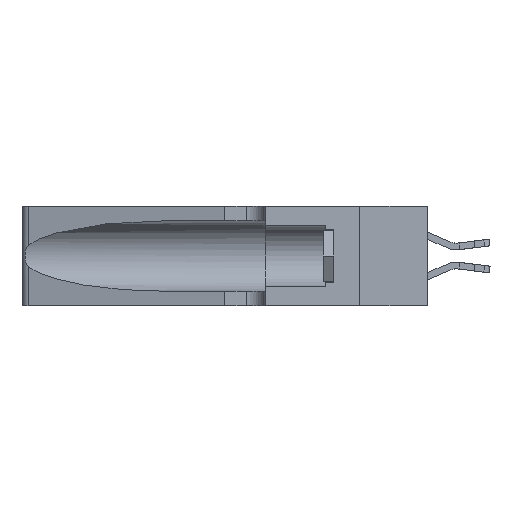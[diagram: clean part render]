
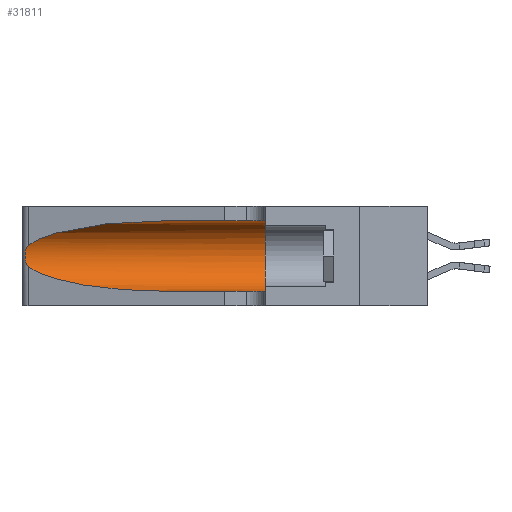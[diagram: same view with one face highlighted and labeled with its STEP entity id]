
A CAD part, left-side view. The second image highlights one B-rep face of the part: STEP entity #31811.
In plain terms, the highlighted cylindrical face has radius 3.308 mm (diameter 6.617 mm), a partial arc.
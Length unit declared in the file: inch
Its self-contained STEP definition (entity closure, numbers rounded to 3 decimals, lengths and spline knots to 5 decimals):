
#80 = CARTESIAN_POINT ( 'NONE',  ( 0.18966, 0.96281, 0.31525 ) ) ;
#590 = VERTEX_POINT ( 'NONE', #28446 ) ;
#1876 = CARTESIAN_POINT ( 'NONE',  ( 0.26075, 1.23896, 0.19203 ) ) ;
#2488 = ORIENTED_EDGE ( 'NONE', *, *, #4768, .T. ) ;
#2671 = ORIENTED_EDGE ( 'NONE', *, *, #29876, .T. ) ;
#2939 = EDGE_CURVE ( 'NONE', #21018, #15204, #4248, .T. ) ;
#3037 = VECTOR ( 'NONE', #19786, 39.37008 ) ;
#3085 = CARTESIAN_POINT ( 'NONE',  ( 0.1305, 0.35, 0.05475 ) ) ;
#3881 = CARTESIAN_POINT ( 'NONE',  ( 0.1305, 0.35, 0.185 ) ) ;
#4079 = CARTESIAN_POINT ( 'NONE',  ( 0.1305, 0.72297, 0.31525 ) ) ;
#4248 = LINE ( 'NONE', #17187, #3037 ) ;
#4730 = FACE_OUTER_BOUND ( 'NONE', #31788, .T. ) ;
#4768 = EDGE_CURVE ( 'NONE', #19226, #590, #16816, .T. ) ;
#4791 = ORIENTED_EDGE ( 'NONE', *, *, #28447, .T. ) ;
#4993 = ORIENTED_EDGE ( 'NONE', *, *, #27286, .T. ) ;
#6825 = CARTESIAN_POINT ( 'NONE',  ( 0.25487, 1.22718, 0.14631 ) ) ;
#6853 = DIRECTION ( 'NONE',  ( 0., 0., 1. ) ) ;
#7360 = CARTESIAN_POINT ( 'NONE',  ( 0.26018, 1.23835, 0.19895 ) ) ;
#8127 = AXIS2_PLACEMENT_3D ( 'NONE', #20387, #25809, #23230 ) ;
#9370 = CARTESIAN_POINT ( 'NONE',  ( 0.25555, 1.22993, 0.14849 ) ) ;
#9419 = CARTESIAN_POINT ( 'NONE',  ( 0.2373, 1.15595, 0.08982 ) ) ;
#9827 = CARTESIAN_POINT ( 'NONE',  ( 0.25789, 1.23486, 0.15765 ) ) ;
#10600 = CARTESIAN_POINT ( 'NONE',  ( 0.25487, 1.22718, 0.22369 ) ) ;
#10651 = CARTESIAN_POINT ( 'NONE',  ( 0.25487, 1.22718, 0.22369 ) ) ;
#11235 = VERTEX_POINT ( 'NONE', #12754 ) ;
#11966 = CARTESIAN_POINT ( 'NONE',  ( 0.25854, 1.2359, 0.20912 ) ) ;
#12198 = CARTESIAN_POINT ( 'NONE',  ( 0.26075, 1.23896, 0.178 ) ) ;
#12754 = CARTESIAN_POINT ( 'NONE',  ( 0.1305, 0.72297, 0.05475 ) ) ;
#12847 = CYLINDRICAL_SURFACE ( 'NONE', #8127, 0.13025 ) ;
#13212 = CARTESIAN_POINT ( 'NONE',  ( 0.1305, 0.72297, 0.31525 ) ) ;
#15015 = CARTESIAN_POINT ( 'NONE',  ( 0.25856, 1.23593, 0.16098 ) ) ;
#15158 = CARTESIAN_POINT ( 'NONE',  ( 0.1305, 1.61858, 0.05475 ) ) ;
#15204 = VERTEX_POINT ( 'NONE', #25497 ) ;
#15228 = AXIS2_PLACEMENT_3D ( 'NONE', #3881, #27427, #6853 ) ;
#16003 = CARTESIAN_POINT ( 'NONE',  ( 0.2373, 1.15595, 0.28018 ) ) ;
#16602 = CIRCLE ( 'NONE', #15228, 0.13025 ) ;
#16816 = B_SPLINE_CURVE_WITH_KNOTS ( 'NONE', 3,
 ( #32908, #20235, #22512, #17421, #11966, #7360, #1876, #12198, #27465, #15015, #9827, #30083, #9370, #30304 ),
 .UNSPECIFIED., .F., .F.,
 ( 4, 2, 2, 2, 2, 2, 4 ),
 ( 0., 0.00027, 0.00053, 0.00107, 0.0016, 0.00187, 0.00214 ),
 .UNSPECIFIED. ) ;
#16863 = CARTESIAN_POINT ( 'NONE',  ( 0.18966, 0.96281, 0.05475 ) ) ;
#17187 = CARTESIAN_POINT ( 'NONE',  ( 0.1305, 1.61858, 0.31525 ) ) ;
#17421 = CARTESIAN_POINT ( 'NONE',  ( 0.25787, 1.23484, 0.2124 ) ) ;
#17496 =( BOUNDED_CURVE ( )  B_SPLINE_CURVE ( 3, ( #6825, #9419, #16863, #22449 ),
 .UNSPECIFIED., .F., .F. ) 
 B_SPLINE_CURVE_WITH_KNOTS ( ( 4, 4 ),
 ( 3.44316, 4.71239 ),
 .UNSPECIFIED. ) 
 CURVE ( )  GEOMETRIC_REPRESENTATION_ITEM ( )  RATIONAL_B_SPLINE_CURVE ( ( 1., 0.87, 0.87, 1. ) ) 
 REPRESENTATION_ITEM ( '' )  );
#17789 = DIRECTION ( 'NONE',  ( 0., -1., 0. ) ) ;
#19226 = VERTEX_POINT ( 'NONE', #10651 ) ;
#19786 = DIRECTION ( 'NONE',  ( 0., -1., 0. ) ) ;
#19822 = VECTOR ( 'NONE', #17789, 39.37008 ) ;
#20235 = CARTESIAN_POINT ( 'NONE',  ( 0.25555, 1.22994, 0.2215 ) ) ;
#20387 = CARTESIAN_POINT ( 'NONE',  ( 0.1305, 1.61858, 0.185 ) ) ;
#20516 = EDGE_CURVE ( 'NONE', #15204, #25386, #16602, .T. ) ;
#21018 = VERTEX_POINT ( 'NONE', #4079 ) ;
#22449 = CARTESIAN_POINT ( 'NONE',  ( 0.1305, 0.72297, 0.05475 ) ) ;
#22512 = CARTESIAN_POINT ( 'NONE',  ( 0.25639, 1.23184, 0.21858 ) ) ;
#23230 = DIRECTION ( 'NONE',  ( 0., 0., -1. ) ) ;
#25386 = VERTEX_POINT ( 'NONE', #3085 ) ;
#25497 = CARTESIAN_POINT ( 'NONE',  ( 0.1305, 0.35, 0.31525 ) ) ;
#25809 = DIRECTION ( 'NONE',  ( 0., -1., 0. ) ) ;
#26678 = LINE ( 'NONE', #15158, #19822 ) ;
#27286 = EDGE_CURVE ( 'NONE', #21018, #19226, #32401, .T. ) ;
#27427 = DIRECTION ( 'NONE',  ( 0., 1., 0. ) ) ;
#27465 = CARTESIAN_POINT ( 'NONE',  ( 0.26017, 1.23833, 0.17102 ) ) ;
#27628 = ORIENTED_EDGE ( 'NONE', *, *, #20516, .F. ) ;
#28446 = CARTESIAN_POINT ( 'NONE',  ( 0.25487, 1.22718, 0.14631 ) ) ;
#28447 = EDGE_CURVE ( 'NONE', #590, #11235, #17496, .T. ) ;
#29876 = EDGE_CURVE ( 'NONE', #11235, #25386, #26678, .T. ) ;
#30083 = CARTESIAN_POINT ( 'NONE',  ( 0.25639, 1.23186, 0.15144 ) ) ;
#30304 = CARTESIAN_POINT ( 'NONE',  ( 0.25487, 1.22718, 0.14631 ) ) ;
#31639 = ORIENTED_EDGE ( 'NONE', *, *, #2939, .F. ) ;
#31788 = EDGE_LOOP ( 'NONE', ( #4993, #2488, #4791, #2671, #27628, #31639 ) ) ;
#31811 = ADVANCED_FACE ( 'NONE', ( #4730 ), #12847, .F. ) ;
#32401 =( BOUNDED_CURVE ( )  B_SPLINE_CURVE ( 3, ( #13212, #80, #16003, #10600 ),
 .UNSPECIFIED., .F., .F. ) 
 B_SPLINE_CURVE_WITH_KNOTS ( ( 4, 4 ),
 ( 1.5708, 2.84003 ),
 .UNSPECIFIED. ) 
 CURVE ( )  GEOMETRIC_REPRESENTATION_ITEM ( )  RATIONAL_B_SPLINE_CURVE ( ( 1., 0.87, 0.87, 1. ) ) 
 REPRESENTATION_ITEM ( '' )  );
#32908 = CARTESIAN_POINT ( 'NONE',  ( 0.25487, 1.22718, 0.22369 ) ) ;
